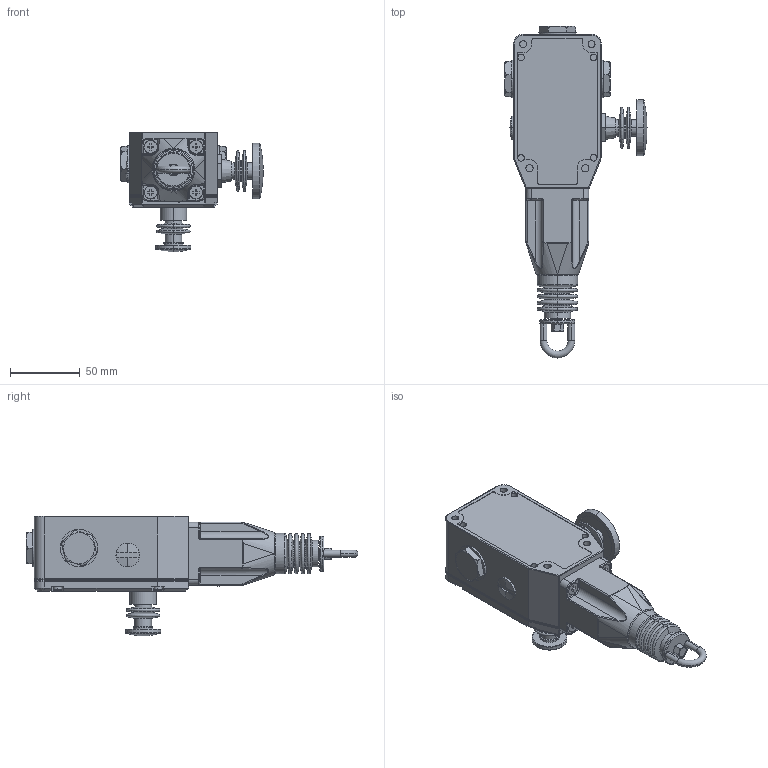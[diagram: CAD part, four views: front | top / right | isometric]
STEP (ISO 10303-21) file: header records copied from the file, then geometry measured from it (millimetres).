
FILE_DESCRIPTION (( 'STEP AP214' ), '1' );
FILE_NAME ('GLS-142063.STEP', '2014-06-19T15:16:06', ( '' ), ( '' ), 'SwSTEP 2.0', 'SolidWorks 2013', '' );
FILE_SCHEMA (( 'AUTOMOTIVE_DESIGN' ));
Length unit declared in the file: millimetre
Products named in the file (1): GLS-142063
Bounding box: 102.3 x 238 x 86 mm (x, y, z)
Volume: 492222.3 mm3; surface area: 64588.6 mm2
Topology: 1 solids, 1 shells, 617 faces, 1442 edges, 858 vertices
Faces by surface type: plane 210, cylinder 201, torus 87, bspline 49, cone 38, sphere 32
Entity records: 24809 total; most frequent: CARTESIAN_POINT 5754, DIRECTION 3077, ORIENTED_EDGE 2860, EDGE_CURVE 1430, AXIS2_PLACEMENT_3D 1219, VERTEX_POINT 858, EDGE_LOOP 664, CIRCLE 650
